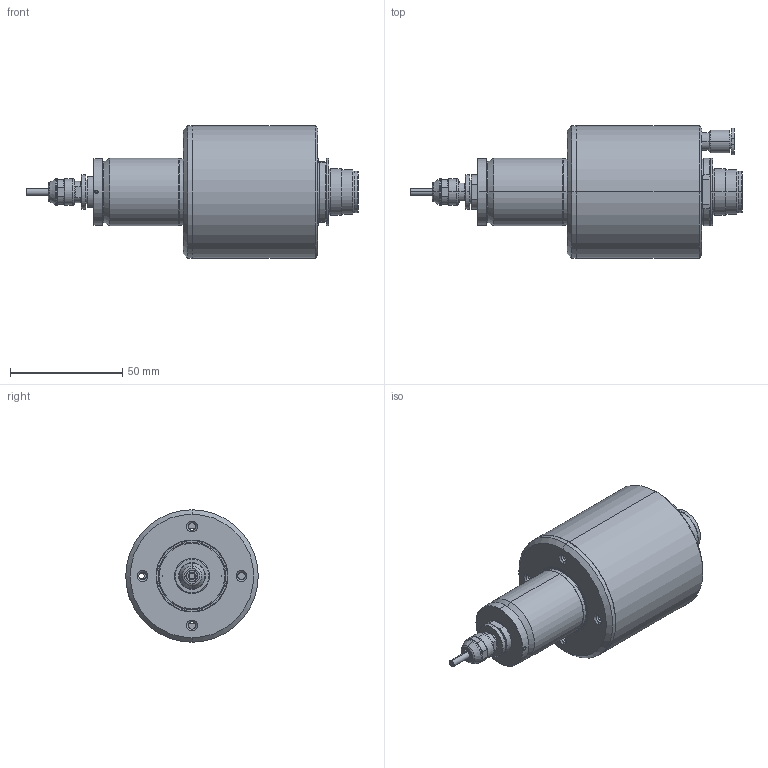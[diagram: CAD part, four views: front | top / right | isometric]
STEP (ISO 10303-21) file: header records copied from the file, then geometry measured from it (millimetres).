
FILE_DESCRIPTION (( 'STEP AP214' ), '1' );
FILE_NAME ('NR3060-AQC(QC3-A使用時)_color.STEP', '2023-03-09T08:45:05', ( '' ), ( '' ), 'SwSTEP 2.0', 'SolidWorks 2021', '' );
FILE_SCHEMA (( 'AUTOMOTIVE_DESIGN' ));
Length unit declared in the file: millimetre
Products named in the file (1): NR3060-AQC(QC3-A使用時)_color
Bounding box: 147.87 x 59 x 59 mm (x, y, z)
Volume: 34905.1 mm3; surface area: 46978.2 mm2
Topology: 15 solids, 15 shells, 559 faces, 1335 edges, 822 vertices
Faces by surface type: cylinder 210, cone 172, plane 147, torus 24, bspline 6
Entity records: 17550 total; most frequent: CARTESIAN_POINT 4127, DIRECTION 2937, ORIENTED_EDGE 2662, EDGE_CURVE 1331, AXIS2_PLACEMENT_3D 1211, VERTEX_POINT 822, CIRCLE 657, EDGE_LOOP 627
